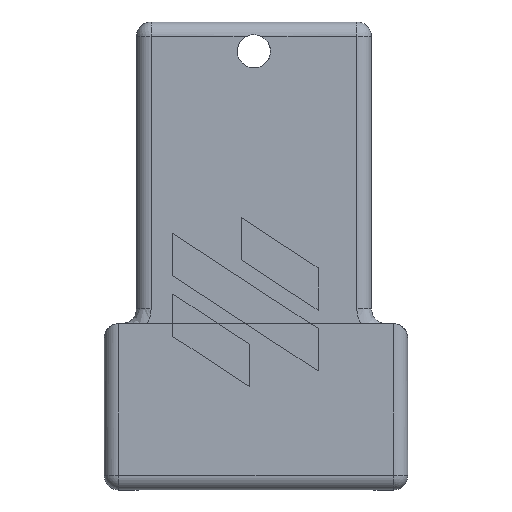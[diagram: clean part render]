
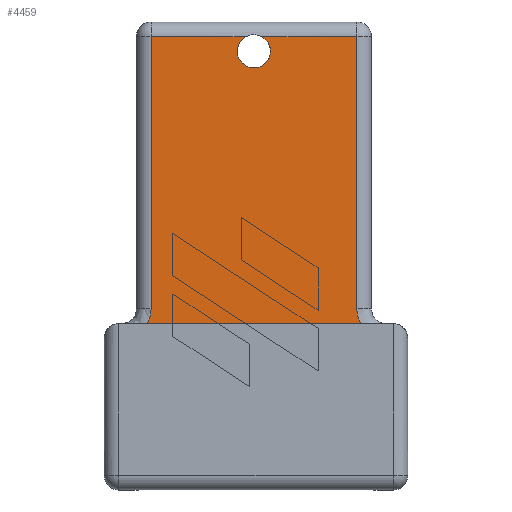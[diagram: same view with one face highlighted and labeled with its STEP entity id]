
A CAD part, left-side view. The second image highlights one B-rep face of the part: STEP entity #4459.
In plain terms, the highlighted planar face has unit normal (-1, 0, 0.001).
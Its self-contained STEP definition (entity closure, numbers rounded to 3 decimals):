
#263=CIRCLE('',#4798,1.7);
#264=CIRCLE('',#4799,1.7);
#265=CIRCLE('',#4801,3.);
#266=CIRCLE('',#4802,3.);
#447=FACE_OUTER_BOUND('',#711,.T.);
#711=EDGE_LOOP('',(#3170,#3171,#3172,#3173,#3174,#3175,#3176,#3177,#3178));
#1057=LINE('',#7004,#1480);
#1058=LINE('',#7006,#1481);
#1059=LINE('',#7010,#1482);
#1060=LINE('',#7014,#1483);
#1061=LINE('',#7015,#1484);
#1480=VECTOR('',#5478,10.);
#1481=VECTOR('',#5479,10.);
#1482=VECTOR('',#5482,10.);
#1483=VECTOR('',#5485,10.);
#1484=VECTOR('',#5486,10.);
#1918=VERTEX_POINT('',#6986);
#1919=VERTEX_POINT('',#6988);
#1920=VERTEX_POINT('',#6990);
#1921=VERTEX_POINT('',#7003);
#1922=VERTEX_POINT('',#7005);
#1923=VERTEX_POINT('',#7007);
#1924=VERTEX_POINT('',#7009);
#1925=VERTEX_POINT('',#7011);
#1926=VERTEX_POINT('',#7013);
#2399=EDGE_CURVE('',#1919,#1918,#263,.T.);
#2401=EDGE_CURVE('',#1918,#1920,#264,.T.);
#2402=EDGE_CURVE('',#1921,#1920,#1057,.T.);
#2403=EDGE_CURVE('',#1922,#1921,#1058,.T.);
#2404=EDGE_CURVE('',#1923,#1922,#265,.T.);
#2405=EDGE_CURVE('',#1924,#1923,#1059,.T.);
#2406=EDGE_CURVE('',#1925,#1924,#266,.T.);
#2407=EDGE_CURVE('',#1926,#1925,#1060,.T.);
#2408=EDGE_CURVE('',#1919,#1926,#1061,.T.);
#3170=ORIENTED_EDGE('',*,*,#2399,.T.);
#3171=ORIENTED_EDGE('',*,*,#2401,.T.);
#3172=ORIENTED_EDGE('',*,*,#2402,.F.);
#3173=ORIENTED_EDGE('',*,*,#2403,.F.);
#3174=ORIENTED_EDGE('',*,*,#2404,.F.);
#3175=ORIENTED_EDGE('',*,*,#2405,.F.);
#3176=ORIENTED_EDGE('',*,*,#2406,.F.);
#3177=ORIENTED_EDGE('',*,*,#2407,.F.);
#3178=ORIENTED_EDGE('',*,*,#2408,.F.);
#4262=PLANE('',#4800);
#4459=ADVANCED_FACE('',(#447),#4262,.T.);
#4798=AXIS2_PLACEMENT_3D('',#6989,#5472,#5473);
#4799=AXIS2_PLACEMENT_3D('',#7001,#5474,#5475);
#4800=AXIS2_PLACEMENT_3D('',#7002,#5476,#5477);
#4801=AXIS2_PLACEMENT_3D('',#7008,#5480,#5481);
#4802=AXIS2_PLACEMENT_3D('',#7012,#5483,#5484);
#5472=DIRECTION('center_axis',(1.,0.,-0.001));
#5473=DIRECTION('ref_axis',(-0.001,0.,-1.));
#5474=DIRECTION('center_axis',(1.,0.,-0.001));
#5475=DIRECTION('ref_axis',(-0.001,0.,-1.));
#5476=DIRECTION('center_axis',(-1.,0.,
0.001));
#5477=DIRECTION('ref_axis',(0.001,0.,1.));
#5478=DIRECTION('',(0.,-1.,0.));
#5479=DIRECTION('',(0.001,0.,1.));
#5480=DIRECTION('center_axis',(-1.,0.,
0.001));
#5481=DIRECTION('ref_axis',(-0.001,0.,-1.));
#5482=DIRECTION('',(0.,1.,0.));
#5483=DIRECTION('center_axis',(-1.,0.,
0.001));
#5484=DIRECTION('ref_axis',(-0.001,0.,
-1.));
#5485=DIRECTION('',(-0.001,0.,-1.));
#5486=DIRECTION('',(0.,-1.,0.));
#6986=CARTESIAN_POINT('',(-4.951,0.8,47.801));
#6988=CARTESIAN_POINT('',(-4.949,1.703,49.302));
#6989=CARTESIAN_POINT('Origin',(-4.951,2.5,47.801));
#6990=CARTESIAN_POINT('',(-4.949,3.297,49.302));
#7001=CARTESIAN_POINT('Origin',(-4.951,2.5,47.801));
#7002=CARTESIAN_POINT('Origin',(-4.981,-9.5,20.));
#7003=CARTESIAN_POINT('',(-4.949,13.,49.302));
#7004=CARTESIAN_POINT('',(-4.949,-9.5,49.302));
#7005=CARTESIAN_POINT('',(-4.979,13.,21.502));
#7006=CARTESIAN_POINT('',(-4.977,13.,23.778));
#7007=CARTESIAN_POINT('',(-4.981,13.403,20.));
#7008=CARTESIAN_POINT('Origin',(-4.979,16.,21.502));
#7009=CARTESIAN_POINT('',(-4.981,-8.403,20.));
#7010=CARTESIAN_POINT('',(-4.981,-9.5,20.));
#7011=CARTESIAN_POINT('',(-4.979,-8.,21.502));
#7012=CARTESIAN_POINT('Origin',(-4.979,-11.,21.502));
#7013=CARTESIAN_POINT('',(-4.949,-8.,49.302));
#7014=CARTESIAN_POINT('',(-4.977,-8.,23.778));
#7015=CARTESIAN_POINT('',(-4.949,-9.5,49.302));
